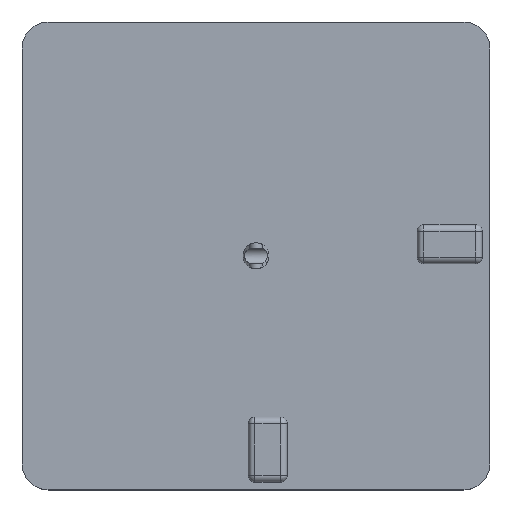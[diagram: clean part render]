
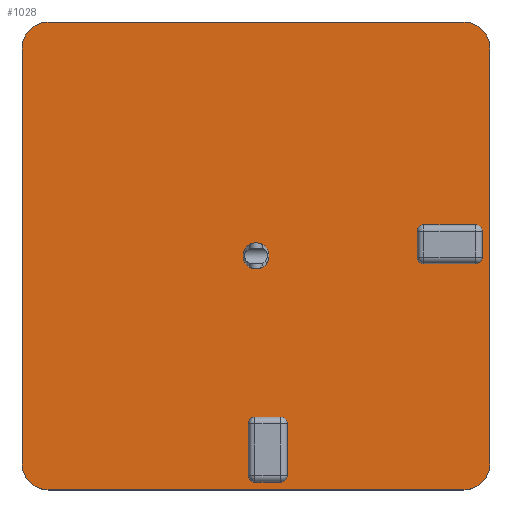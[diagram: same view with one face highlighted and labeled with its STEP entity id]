
A CAD part, top view. The second image highlights one B-rep face of the part: STEP entity #1028.
In plain terms, the highlighted planar face has unit normal (0, 0, 1).
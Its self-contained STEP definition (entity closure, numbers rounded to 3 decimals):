
#31=FACE_BOUND('',#356,.T.);
#32=FACE_BOUND('',#357,.T.);
#33=FACE_BOUND('',#358,.T.);
#48=PLANE('',#1142);
#78=LINE('',#1580,#159);
#79=LINE('',#1584,#160);
#81=LINE('',#1592,#162);
#82=LINE('',#1594,#163);
#99=LINE('',#1660,#180);
#100=LINE('',#1664,#181);
#102=LINE('',#1672,#183);
#103=LINE('',#1674,#184);
#106=LINE('',#1686,#187);
#107=LINE('',#1690,#188);
#108=LINE('',#1694,#189);
#109=LINE('',#1697,#190);
#159=VECTOR('',#1263,10.);
#160=VECTOR('',#1268,10.);
#162=VECTOR('',#1280,10.);
#163=VECTOR('',#1283,10.);
#180=VECTOR('',#1358,10.);
#181=VECTOR('',#1363,10.);
#183=VECTOR('',#1375,10.);
#184=VECTOR('',#1378,10.);
#187=VECTOR('',#1389,10.);
#188=VECTOR('',#1392,10.);
#189=VECTOR('',#1395,10.);
#190=VECTOR('',#1398,10.);
#291=FACE_OUTER_BOUND('',#355,.T.);
#355=EDGE_LOOP('',(#825,#826,#827,#828,#829,#830,#831,#832));
#356=EDGE_LOOP('',(#833,#834,#835,#836,#837,#838,#839,#840));
#357=EDGE_LOOP('',(#841,#842,#843,#844,#845,#846,#847,#848));
#358=EDGE_LOOP('',(#849));
#392=CIRCLE('',#1078,2.5);
#396=CIRCLE('',#1085,2.5);
#397=CIRCLE('',#1089,2.5);
#398=CIRCLE('',#1092,2.5);
#410=CIRCLE('',#1115,2.5);
#414=CIRCLE('',#1122,2.5);
#415=CIRCLE('',#1126,2.5);
#416=CIRCLE('',#1129,2.5);
#420=CIRCLE('',#1141,10.);
#421=CIRCLE('',#1143,10.);
#422=CIRCLE('',#1144,10.);
#423=CIRCLE('',#1145,10.);
#424=CIRCLE('',#1146,5.);
#447=VERTEX_POINT('',#1537);
#448=VERTEX_POINT('',#1538);
#452=VERTEX_POINT('',#1553);
#453=VERTEX_POINT('',#1554);
#454=VERTEX_POINT('',#1565);
#455=VERTEX_POINT('',#1566);
#456=VERTEX_POINT('',#1574);
#457=VERTEX_POINT('',#1575);
#469=VERTEX_POINT('',#1617);
#470=VERTEX_POINT('',#1618);
#474=VERTEX_POINT('',#1633);
#475=VERTEX_POINT('',#1634);
#476=VERTEX_POINT('',#1645);
#477=VERTEX_POINT('',#1646);
#478=VERTEX_POINT('',#1654);
#479=VERTEX_POINT('',#1655);
#484=VERTEX_POINT('',#1679);
#485=VERTEX_POINT('',#1681);
#486=VERTEX_POINT('',#1685);
#487=VERTEX_POINT('',#1687);
#488=VERTEX_POINT('',#1689);
#489=VERTEX_POINT('',#1691);
#490=VERTEX_POINT('',#1693);
#491=VERTEX_POINT('',#1695);
#492=VERTEX_POINT('',#1698);
#540=EDGE_CURVE('',#447,#448,#392,.T.);
#548=EDGE_CURVE('',#452,#453,#396,.T.);
#555=EDGE_CURVE('',#454,#455,#397,.T.);
#560=EDGE_CURVE('',#456,#457,#398,.T.);
#563=EDGE_CURVE('',#453,#447,#78,.T.);
#565=EDGE_CURVE('',#448,#456,#79,.T.);
#568=EDGE_CURVE('',#455,#452,#81,.T.);
#569=EDGE_CURVE('',#457,#454,#82,.T.);
#579=EDGE_CURVE('',#469,#470,#410,.T.);
#587=EDGE_CURVE('',#474,#475,#414,.T.);
#594=EDGE_CURVE('',#476,#477,#415,.T.);
#599=EDGE_CURVE('',#478,#479,#416,.T.);
#602=EDGE_CURVE('',#475,#469,#99,.T.);
#604=EDGE_CURVE('',#470,#478,#100,.T.);
#607=EDGE_CURVE('',#477,#474,#102,.T.);
#608=EDGE_CURVE('',#479,#476,#103,.T.);
#611=EDGE_CURVE('',#484,#485,#420,.T.);
#613=EDGE_CURVE('',#486,#484,#106,.T.);
#614=EDGE_CURVE('',#487,#486,#421,.T.);
#615=EDGE_CURVE('',#488,#487,#107,.T.);
#616=EDGE_CURVE('',#489,#488,#422,.T.);
#617=EDGE_CURVE('',#490,#489,#108,.T.);
#618=EDGE_CURVE('',#491,#490,#423,.T.);
#619=EDGE_CURVE('',#485,#491,#109,.T.);
#620=EDGE_CURVE('',#492,#492,#424,.T.);
#825=ORIENTED_EDGE('',*,*,#611,.F.);
#826=ORIENTED_EDGE('',*,*,#613,.F.);
#827=ORIENTED_EDGE('',*,*,#614,.F.);
#828=ORIENTED_EDGE('',*,*,#615,.F.);
#829=ORIENTED_EDGE('',*,*,#616,.F.);
#830=ORIENTED_EDGE('',*,*,#617,.F.);
#831=ORIENTED_EDGE('',*,*,#618,.F.);
#832=ORIENTED_EDGE('',*,*,#619,.F.);
#833=ORIENTED_EDGE('',*,*,#560,.T.);
#834=ORIENTED_EDGE('',*,*,#569,.T.);
#835=ORIENTED_EDGE('',*,*,#555,.T.);
#836=ORIENTED_EDGE('',*,*,#568,.T.);
#837=ORIENTED_EDGE('',*,*,#548,.T.);
#838=ORIENTED_EDGE('',*,*,#563,.T.);
#839=ORIENTED_EDGE('',*,*,#540,.T.);
#840=ORIENTED_EDGE('',*,*,#565,.T.);
#841=ORIENTED_EDGE('',*,*,#599,.T.);
#842=ORIENTED_EDGE('',*,*,#608,.T.);
#843=ORIENTED_EDGE('',*,*,#594,.T.);
#844=ORIENTED_EDGE('',*,*,#607,.T.);
#845=ORIENTED_EDGE('',*,*,#587,.T.);
#846=ORIENTED_EDGE('',*,*,#602,.T.);
#847=ORIENTED_EDGE('',*,*,#579,.T.);
#848=ORIENTED_EDGE('',*,*,#604,.T.);
#849=ORIENTED_EDGE('',*,*,#620,.T.);
#1028=ADVANCED_FACE('',(#291,#31,#32,#33),#48,.F.);
#1078=AXIS2_PLACEMENT_3D('',#1539,#1215,#1216);
#1085=AXIS2_PLACEMENT_3D('',#1555,#1233,#1234);
#1089=AXIS2_PLACEMENT_3D('',#1567,#1247,#1248);
#1092=AXIS2_PLACEMENT_3D('',#1576,#1257,#1258);
#1115=AXIS2_PLACEMENT_3D('',#1619,#1310,#1311);
#1122=AXIS2_PLACEMENT_3D('',#1635,#1328,#1329);
#1126=AXIS2_PLACEMENT_3D('',#1647,#1342,#1343);
#1129=AXIS2_PLACEMENT_3D('',#1656,#1352,#1353);
#1141=AXIS2_PLACEMENT_3D('',#1682,#1384,#1385);
#1142=AXIS2_PLACEMENT_3D('',#1684,#1387,#1388);
#1143=AXIS2_PLACEMENT_3D('',#1688,#1390,#1391);
#1144=AXIS2_PLACEMENT_3D('',#1692,#1393,#1394);
#1145=AXIS2_PLACEMENT_3D('',#1696,#1396,#1397);
#1146=AXIS2_PLACEMENT_3D('',#1699,#1399,#1400);
#1215=DIRECTION('center_axis',(0.,0.,
-1.));
#1216=DIRECTION('ref_axis',(-0.707,-0.707,0.));
#1233=DIRECTION('center_axis',(0.,0.,
-1.));
#1234=DIRECTION('ref_axis',(0.707,-0.707,0.));
#1247=DIRECTION('center_axis',(0.,0.,
-1.));
#1248=DIRECTION('ref_axis',(0.707,0.707,0.));
#1257=DIRECTION('center_axis',(0.,0.,
-1.));
#1258=DIRECTION('ref_axis',(-0.707,0.707,0.));
#1263=DIRECTION('',(-1.,0.,0.));
#1268=DIRECTION('',(0.,1.,0.));
#1280=DIRECTION('',(0.,-1.,0.));
#1283=DIRECTION('',(1.,0.,0.));
#1310=DIRECTION('center_axis',(0.,0.,
-1.));
#1311=DIRECTION('ref_axis',(-0.707,0.707,0.));
#1328=DIRECTION('center_axis',(0.,0.,
-1.));
#1329=DIRECTION('ref_axis',(-0.707,-0.707,0.));
#1342=DIRECTION('center_axis',(0.,0.,
-1.));
#1343=DIRECTION('ref_axis',(0.707,-0.707,0.));
#1352=DIRECTION('center_axis',(0.,0.,
-1.));
#1353=DIRECTION('ref_axis',(0.707,0.707,0.));
#1358=DIRECTION('',(0.,1.,0.));
#1363=DIRECTION('',(1.,0.,0.));
#1375=DIRECTION('',(-1.,0.,0.));
#1378=DIRECTION('',(0.,-1.,0.));
#1384=DIRECTION('center_axis',(0.,0.,
-1.));
#1385=DIRECTION('ref_axis',(-0.707,0.707,0.));
#1387=DIRECTION('center_axis',(0.,0.,
-1.));
#1388=DIRECTION('ref_axis',(1.,0.,0.));
#1389=DIRECTION('',(0.,1.,0.));
#1390=DIRECTION('center_axis',(0.,0.,
-1.));
#1391=DIRECTION('ref_axis',(-0.707,-0.707,0.));
#1392=DIRECTION('',(-1.,0.,0.));
#1393=DIRECTION('center_axis',(0.,0.,
-1.));
#1394=DIRECTION('ref_axis',(0.707,-0.707,0.));
#1395=DIRECTION('',(0.,-1.,0.));
#1396=DIRECTION('center_axis',(0.,0.,
-1.));
#1397=DIRECTION('ref_axis',(0.707,0.707,0.));
#1398=DIRECTION('',(1.,0.,0.));
#1399=DIRECTION('center_axis',(0.,0.,
-1.));
#1400=DIRECTION('ref_axis',(-1.,0.,0.));
#1537=CARTESIAN_POINT('',(64.5,-3.,-35.));
#1538=CARTESIAN_POINT('',(62.,-0.5,-35.));
#1539=CARTESIAN_POINT('Origin',(64.5,-0.5,-35.));
#1553=CARTESIAN_POINT('',(87.,-0.5,-35.));
#1554=CARTESIAN_POINT('',(84.5,-3.,-35.));
#1555=CARTESIAN_POINT('Origin',(84.5,-0.5,-35.));
#1565=CARTESIAN_POINT('',(84.5,12.,-35.));
#1566=CARTESIAN_POINT('',(87.,9.5,-35.));
#1567=CARTESIAN_POINT('Origin',(84.5,9.5,-35.));
#1574=CARTESIAN_POINT('',(62.,9.5,-35.));
#1575=CARTESIAN_POINT('',(64.5,12.,-35.));
#1576=CARTESIAN_POINT('Origin',(64.5,9.5,-35.));
#1580=CARTESIAN_POINT('',(39.,-3.,-35.));
#1584=CARTESIAN_POINT('',(62.,-1.5,-35.));
#1592=CARTESIAN_POINT('',(87.,-1.5,-35.));
#1594=CARTESIAN_POINT('',(39.,12.,-35.));
#1617=CARTESIAN_POINT('',(-3.,-64.5,-35.));
#1618=CARTESIAN_POINT('',(-0.5,-62.,-35.));
#1619=CARTESIAN_POINT('Origin',(-0.5,-64.5,-35.));
#1633=CARTESIAN_POINT('',(-0.5,-87.,-35.));
#1634=CARTESIAN_POINT('',(-3.,-84.5,-35.));
#1635=CARTESIAN_POINT('Origin',(-0.5,-84.5,-35.));
#1645=CARTESIAN_POINT('',(12.,-84.5,-35.));
#1646=CARTESIAN_POINT('',(9.5,-87.,-35.));
#1647=CARTESIAN_POINT('Origin',(9.5,-84.5,-35.));
#1654=CARTESIAN_POINT('',(9.5,-62.,-35.));
#1655=CARTESIAN_POINT('',(12.,-64.5,-35.));
#1656=CARTESIAN_POINT('Origin',(9.5,-64.5,-35.));
#1660=CARTESIAN_POINT('',(-3.,-39.,-35.));
#1664=CARTESIAN_POINT('',(-1.5,-62.,-35.));
#1672=CARTESIAN_POINT('',(-1.5,-87.,-35.));
#1674=CARTESIAN_POINT('',(12.,-39.,-35.));
#1679=CARTESIAN_POINT('',(-90.,80.,-35.));
#1681=CARTESIAN_POINT('',(-80.,90.,-35.));
#1682=CARTESIAN_POINT('Origin',(-80.,80.,-35.));
#1684=CARTESIAN_POINT('Origin',(0.,0.,
-35.));
#1685=CARTESIAN_POINT('',(-90.,-80.,-35.));
#1686=CARTESIAN_POINT('',(-90.,-90.,-35.));
#1687=CARTESIAN_POINT('',(-80.,-90.,-35.));
#1688=CARTESIAN_POINT('Origin',(-80.,-80.,-35.));
#1689=CARTESIAN_POINT('',(80.,-90.,-35.));
#1690=CARTESIAN_POINT('',(90.,-90.,-35.));
#1691=CARTESIAN_POINT('',(90.,-80.,-35.));
#1692=CARTESIAN_POINT('Origin',(80.,-80.,-35.));
#1693=CARTESIAN_POINT('',(90.,80.,-35.));
#1694=CARTESIAN_POINT('',(90.,90.,-35.));
#1695=CARTESIAN_POINT('',(80.,90.,-35.));
#1696=CARTESIAN_POINT('Origin',(80.,80.,-35.));
#1697=CARTESIAN_POINT('',(-90.,90.,-35.));
#1698=CARTESIAN_POINT('',(5.,0.,-35.));
#1699=CARTESIAN_POINT('Origin',(0.,0.,
-35.));
